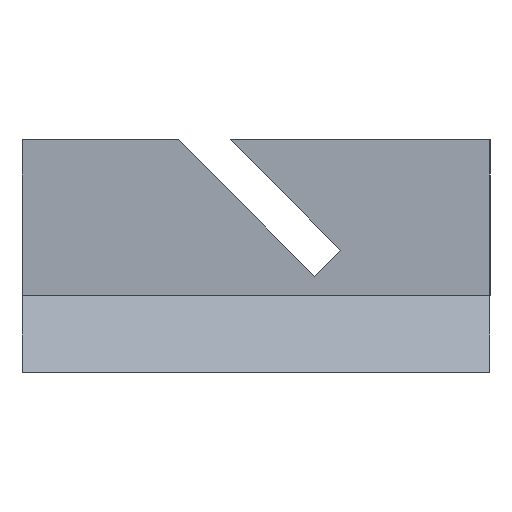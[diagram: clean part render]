
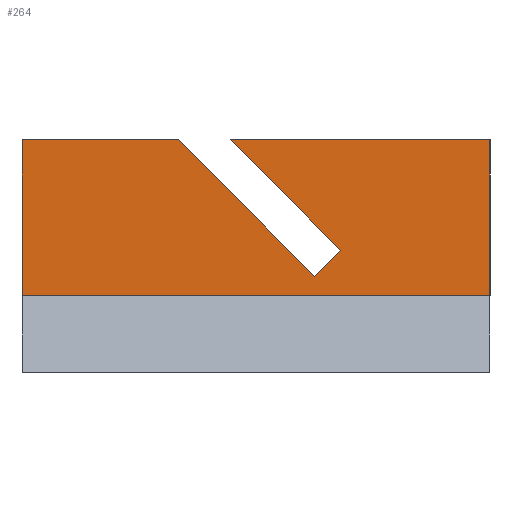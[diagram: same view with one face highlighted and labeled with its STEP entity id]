
A CAD part, left-side view. The second image highlights one B-rep face of the part: STEP entity #264.
In plain terms, the highlighted planar face has unit normal (-1, 0, 0).
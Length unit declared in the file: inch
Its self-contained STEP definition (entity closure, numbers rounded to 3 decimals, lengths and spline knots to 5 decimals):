
#18=FACE_OUTER_BOUND('',#32,.T.);
#32=EDGE_LOOP('',(#187,#188,#189,#190,#191,#192,#193,#194));
#43=LINE('',#373,#79);
#47=LINE('',#382,#83);
#51=LINE('',#389,#87);
#53=LINE('',#393,#89);
#54=LINE('',#395,#90);
#55=LINE('',#397,#91);
#56=LINE('',#399,#92);
#57=LINE('',#400,#93);
#79=VECTOR('',#307,0.3937);
#83=VECTOR('',#313,0.3937);
#87=VECTOR('',#319,0.3937);
#89=VECTOR('',#323,0.3937);
#90=VECTOR('',#324,0.3937);
#91=VECTOR('',#325,0.3937);
#92=VECTOR('',#326,0.3937);
#93=VECTOR('',#327,0.3937);
#115=VERTEX_POINT('',#371);
#116=VERTEX_POINT('',#372);
#119=VERTEX_POINT('',#380);
#120=VERTEX_POINT('',#381);
#123=VERTEX_POINT('',#392);
#124=VERTEX_POINT('',#394);
#125=VERTEX_POINT('',#396);
#126=VERTEX_POINT('',#398);
#139=EDGE_CURVE('',#115,#116,#43,.T.);
#143=EDGE_CURVE('',#119,#120,#47,.T.);
#147=EDGE_CURVE('',#120,#115,#51,.T.);
#149=EDGE_CURVE('',#116,#123,#53,.T.);
#150=EDGE_CURVE('',#124,#123,#54,.T.);
#151=EDGE_CURVE('',#125,#124,#55,.T.);
#152=EDGE_CURVE('',#125,#126,#56,.T.);
#153=EDGE_CURVE('',#126,#119,#57,.T.);
#187=ORIENTED_EDGE('',*,*,#143,.T.);
#188=ORIENTED_EDGE('',*,*,#147,.T.);
#189=ORIENTED_EDGE('',*,*,#139,.T.);
#190=ORIENTED_EDGE('',*,*,#149,.T.);
#191=ORIENTED_EDGE('',*,*,#150,.F.);
#192=ORIENTED_EDGE('',*,*,#151,.F.);
#193=ORIENTED_EDGE('',*,*,#152,.T.);
#194=ORIENTED_EDGE('',*,*,#153,.T.);
#250=PLANE('',#292);
#264=ADVANCED_FACE('',(#18),#250,.T.);
#292=AXIS2_PLACEMENT_3D('',#391,#321,#322);
#307=DIRECTION('',(0.,0.707,0.707));
#313=DIRECTION('',(0.,-0.707,-0.707));
#319=DIRECTION('',(0.,0.707,-0.707));
#321=DIRECTION('center_axis',(-1.,0.,0.));
#322=DIRECTION('ref_axis',(0.,0.,1.));
#323=DIRECTION('',(0.,1.,0.));
#324=DIRECTION('',(0.,0.,1.));
#325=DIRECTION('',(0.,1.,0.));
#326=DIRECTION('',(0.,0.,1.));
#327=DIRECTION('',(0.,1.,0.));
#371=CARTESIAN_POINT('',(-3.5,0.56301,0.06301));
#372=CARTESIAN_POINT('',(-3.5,1.,0.5));
#373=CARTESIAN_POINT('',(-3.5,0.625,0.125));
#380=CARTESIAN_POINT('',(-3.5,0.83312,0.5));
#381=CARTESIAN_POINT('',(-3.5,0.47957,0.14645));
#382=CARTESIAN_POINT('',(-3.5,0.32307,-0.01006));
#389=CARTESIAN_POINT('',(-3.5,0.43801,0.18801));
#391=CARTESIAN_POINT('Origin',(-3.5,0.,0.));
#392=CARTESIAN_POINT('',(-3.5,1.5,0.5));
#393=CARTESIAN_POINT('',(-3.5,0.,0.5));
#394=CARTESIAN_POINT('',(-3.5,1.5,0.));
#395=CARTESIAN_POINT('',(-3.5,1.5,0.));
#396=CARTESIAN_POINT('',(-3.5,0.,0.));
#397=CARTESIAN_POINT('',(-3.5,0.,0.));
#398=CARTESIAN_POINT('',(-3.5,0.,0.5));
#399=CARTESIAN_POINT('',(-3.5,0.,0.));
#400=CARTESIAN_POINT('',(-3.5,0.,0.5));
